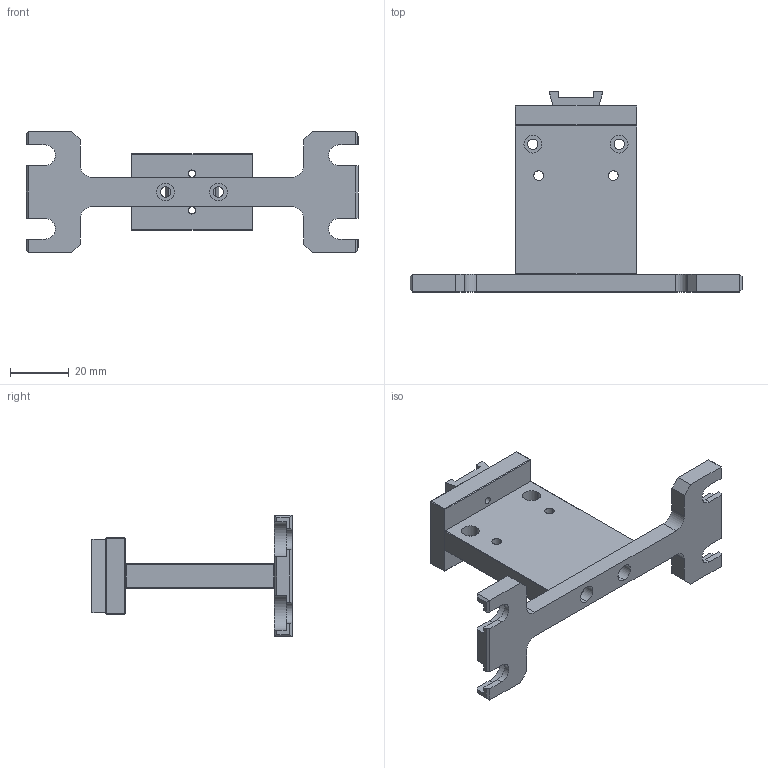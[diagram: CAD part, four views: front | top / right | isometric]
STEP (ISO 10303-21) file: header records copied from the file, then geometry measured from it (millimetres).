
FILE_DESCRIPTION (( 'STEP AP203' ), '1' );
FILE_NAME ('APFP-TS.STEP', '2018-12-06T08:14:34', ( '' ), ( '' ), 'SwSTEP 2.0', 'SolidWorks 2016', '' );
FILE_SCHEMA (( 'CONFIG_CONTROL_DESIGN' ));
Length unit declared in the file: millimetre
Products named in the file (1): APFP-TS
Bounding box: 113 x 68.1 x 41.5 mm (x, y, z)
Surface area: 16167.9 mm2 (no closed solid volume)
Topology: 0 solids, 4 shells, 151 faces, 406 edges, 260 vertices
Faces by surface type: plane 107, cylinder 40, cone 4
Entity records: 4754 total; most frequent: CARTESIAN_POINT 818, DIRECTION 806, ORIENTED_EDGE 760, EDGE_CURVE 406, LINE 310, VECTOR 310, VERTEX_POINT 260, AXIS2_PLACEMENT_3D 248
